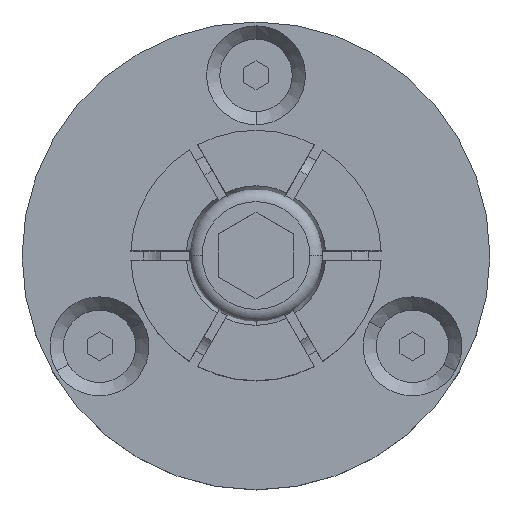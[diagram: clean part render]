
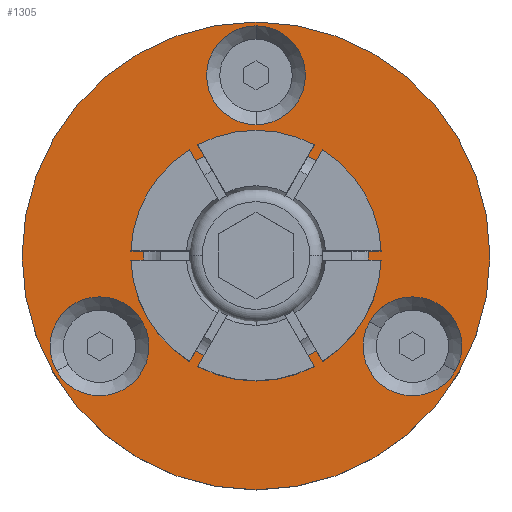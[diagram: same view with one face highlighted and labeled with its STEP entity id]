
A CAD part, top view. The second image highlights one B-rep face of the part: STEP entity #1305.
In plain terms, the highlighted planar face has unit normal (0, 0, 1).
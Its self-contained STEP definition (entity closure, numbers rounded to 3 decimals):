
#45 = CARTESIAN_POINT ( 'NONE',  ( 15.97, -9.22, 5.842 ) ) ;
#160 = AXIS2_PLACEMENT_3D ( 'NONE', #266, #2450, #2025 ) ;
#175 = EDGE_CURVE ( 'NONE', #4403, #4701, #1969, .T. ) ;
#211 = DIRECTION ( 'NONE',  ( 0., 0., -1. ) ) ;
#266 = CARTESIAN_POINT ( 'NONE',  ( -12.538, -7.239, 5.842 ) ) ;
#281 = ORIENTED_EDGE ( 'NONE', *, *, #5114, .T. ) ;
#308 = VERTEX_POINT ( 'NONE', #2393 ) ;
#460 = DIRECTION ( 'NONE',  ( 0., 0., -1. ) ) ;
#500 = DIRECTION ( 'NONE',  ( 0., 0., -1. ) ) ;
#539 = CARTESIAN_POINT ( 'NONE',  ( 0., 0., 5.842 ) ) ;
#562 = DIRECTION ( 'NONE',  ( 0., 1., 0. ) ) ;
#622 = AXIS2_PLACEMENT_3D ( 'NONE', #2136, #2591, #4350 ) ;
#678 = VERTEX_POINT ( 'NONE', #4171 ) ;
#713 = AXIS2_PLACEMENT_3D ( 'NONE', #539, #2283, #4040 ) ;
#791 = EDGE_LOOP ( 'NONE', ( #3993, #5208 ) ) ;
#872 = DIRECTION ( 'NONE',  ( 0., 1., 0. ) ) ;
#946 = ORIENTED_EDGE ( 'NONE', *, *, #3412, .F. ) ;
#967 = VERTEX_POINT ( 'NONE', #4572 ) ;
#1007 = CIRCLE ( 'NONE', #1366, 9.017 ) ;
#1066 = VERTEX_POINT ( 'NONE', #45 ) ;
#1096 = AXIS2_PLACEMENT_3D ( 'NONE', #3136, #2735, #3603 ) ;
#1286 = CARTESIAN_POINT ( 'NONE',  ( 0., 14.478, 5.842 ) ) ;
#1288 = AXIS2_PLACEMENT_3D ( 'NONE', #5347, #2646, #562 ) ;
#1305 = ADVANCED_FACE ( 'NONE', ( #1950, #3705, #2026, #4981, #4544 ), #3259, .T. ) ;
#1360 = AXIS2_PLACEMENT_3D ( 'NONE', #2833, #2885, #2507 ) ;
#1366 = AXIS2_PLACEMENT_3D ( 'NONE', #4907, #2645, #872 ) ;
#1462 = EDGE_CURVE ( 'NONE', #678, #308, #4818, .T. ) ;
#1758 = ORIENTED_EDGE ( 'NONE', *, *, #175, .T. ) ;
#1814 = ORIENTED_EDGE ( 'NONE', *, *, #1462, .T. ) ;
#1882 = DIRECTION ( 'NONE',  ( 0.866, -0.5, 0. ) ) ;
#1950 = FACE_BOUND ( 'NONE', #3760, .T. ) ;
#1969 = CIRCLE ( 'NONE', #4898, 3.962 ) ;
#2025 = DIRECTION ( 'NONE',  ( -0.866, -0.5, 0. ) ) ;
#2026 = FACE_BOUND ( 'NONE', #3318, .T. ) ;
#2054 = DIRECTION ( 'NONE',  ( 0.866, -0.5, 0. ) ) ;
#2136 = CARTESIAN_POINT ( 'NONE',  ( -12.538, -7.239, 5.842 ) ) ;
#2283 = DIRECTION ( 'NONE',  ( 0., 0., -1. ) ) ;
#2342 = CARTESIAN_POINT ( 'NONE',  ( 0., -18.749, 5.842 ) ) ;
#2393 = CARTESIAN_POINT ( 'NONE',  ( -15.97, -9.22, 5.842 ) ) ;
#2421 = CARTESIAN_POINT ( 'NONE',  ( 0., 10.516, 5.842 ) ) ;
#2450 = DIRECTION ( 'NONE',  ( 0., 0., -1. ) ) ;
#2481 = CARTESIAN_POINT ( 'NONE',  ( 0., 9.017, 5.842 ) ) ;
#2507 = DIRECTION ( 'NONE',  ( 0., -1., 0. ) ) ;
#2591 = DIRECTION ( 'NONE',  ( 0., 0., -1. ) ) ;
#2612 = EDGE_CURVE ( 'NONE', #1066, #3526, #4015, .T. ) ;
#2645 = DIRECTION ( 'NONE',  ( 0., 0., -1. ) ) ;
#2646 = DIRECTION ( 'NONE',  ( 0., 0., -1. ) ) ;
#2735 = DIRECTION ( 'NONE',  ( 0., 0., -1. ) ) ;
#2833 = CARTESIAN_POINT ( 'NONE',  ( 18.749, 0., 5.842 ) ) ;
#2866 = CARTESIAN_POINT ( 'NONE',  ( 0., -9.017, 5.842 ) ) ;
#2885 = DIRECTION ( 'NONE',  ( 0., 0., 1. ) ) ;
#3039 = DIRECTION ( 'NONE',  ( 0., 1., 0. ) ) ;
#3095 = VERTEX_POINT ( 'NONE', #2481 ) ;
#3136 = CARTESIAN_POINT ( 'NONE',  ( 0., 0., 5.842 ) ) ;
#3153 = CARTESIAN_POINT ( 'NONE',  ( 0., 0., 5.842 ) ) ;
#3247 = EDGE_LOOP ( 'NONE', ( #5153, #1814 ) ) ;
#3259 = PLANE ( 'NONE',  #1360 ) ;
#3318 = EDGE_LOOP ( 'NONE', ( #281, #1758 ) ) ;
#3412 = EDGE_CURVE ( 'NONE', #4297, #967, #3921, .T. ) ;
#3501 = ORIENTED_EDGE ( 'NONE', *, *, #2612, .T. ) ;
#3526 = VERTEX_POINT ( 'NONE', #4199 ) ;
#3574 = DIRECTION ( 'NONE',  ( 0., 1., 0. ) ) ;
#3603 = DIRECTION ( 'NONE',  ( 0., 1., 0. ) ) ;
#3705 = FACE_BOUND ( 'NONE', #3247, .T. ) ;
#3760 = EDGE_LOOP ( 'NONE', ( #3501, #3808 ) ) ;
#3799 = EDGE_CURVE ( 'NONE', #3095, #3873, #1007, .T. ) ;
#3808 = ORIENTED_EDGE ( 'NONE', *, *, #5053, .T. ) ;
#3826 = EDGE_CURVE ( 'NONE', #3873, #3095, #5105, .T. ) ;
#3873 = VERTEX_POINT ( 'NONE', #2866 ) ;
#3921 = CIRCLE ( 'NONE', #713, 18.749 ) ;
#3945 = CIRCLE ( 'NONE', #4304, 18.749 ) ;
#3993 = ORIENTED_EDGE ( 'NONE', *, *, #3799, .T. ) ;
#4000 = CARTESIAN_POINT ( 'NONE',  ( 12.538, -7.239, 5.842 ) ) ;
#4015 = CIRCLE ( 'NONE', #5642, 3.962 ) ;
#4040 = DIRECTION ( 'NONE',  ( 0., 1., 0. ) ) ;
#4171 = CARTESIAN_POINT ( 'NONE',  ( -9.107, -5.258, 5.842 ) ) ;
#4199 = CARTESIAN_POINT ( 'NONE',  ( 9.107, -5.258, 5.842 ) ) ;
#4297 = VERTEX_POINT ( 'NONE', #2342 ) ;
#4304 = AXIS2_PLACEMENT_3D ( 'NONE', #3153, #460, #3039 ) ;
#4350 = DIRECTION ( 'NONE',  ( -0.866, -0.5, 0. ) ) ;
#4403 = VERTEX_POINT ( 'NONE', #2421 ) ;
#4458 = DIRECTION ( 'NONE',  ( 0., 0., -1. ) ) ;
#4499 = EDGE_CURVE ( 'NONE', #308, #678, #5569, .T. ) ;
#4544 = FACE_OUTER_BOUND ( 'NONE', #4971, .T. ) ;
#4569 = CIRCLE ( 'NONE', #5484, 3.962 ) ;
#4572 = CARTESIAN_POINT ( 'NONE',  ( 0., 18.749, 5.842 ) ) ;
#4606 = CARTESIAN_POINT ( 'NONE',  ( 12.538, -7.239, 5.842 ) ) ;
#4662 = CIRCLE ( 'NONE', #1288, 3.962 ) ;
#4701 = VERTEX_POINT ( 'NONE', #4920 ) ;
#4818 = CIRCLE ( 'NONE', #622, 3.962 ) ;
#4898 = AXIS2_PLACEMENT_3D ( 'NONE', #1286, #500, #3574 ) ;
#4907 = CARTESIAN_POINT ( 'NONE',  ( 0., 0., 5.842 ) ) ;
#4920 = CARTESIAN_POINT ( 'NONE',  ( 0., 18.44, 5.842 ) ) ;
#4971 = EDGE_LOOP ( 'NONE', ( #5054, #946 ) ) ;
#4981 = FACE_BOUND ( 'NONE', #791, .T. ) ;
#5053 = EDGE_CURVE ( 'NONE', #3526, #1066, #4569, .T. ) ;
#5054 = ORIENTED_EDGE ( 'NONE', *, *, #5565, .F. ) ;
#5105 = CIRCLE ( 'NONE', #1096, 9.017 ) ;
#5114 = EDGE_CURVE ( 'NONE', #4701, #4403, #4662, .T. ) ;
#5153 = ORIENTED_EDGE ( 'NONE', *, *, #4499, .T. ) ;
#5208 = ORIENTED_EDGE ( 'NONE', *, *, #3826, .T. ) ;
#5347 = CARTESIAN_POINT ( 'NONE',  ( 0., 14.478, 5.842 ) ) ;
#5484 = AXIS2_PLACEMENT_3D ( 'NONE', #4000, #4458, #1882 ) ;
#5565 = EDGE_CURVE ( 'NONE', #967, #4297, #3945, .T. ) ;
#5569 = CIRCLE ( 'NONE', #160, 3.962 ) ;
#5642 = AXIS2_PLACEMENT_3D ( 'NONE', #4606, #211, #2054 ) ;
